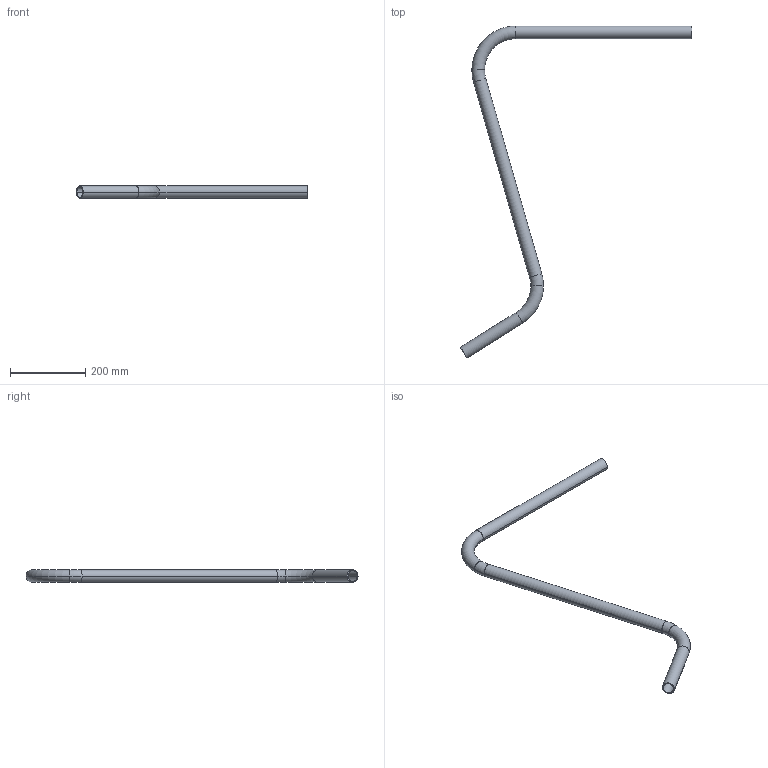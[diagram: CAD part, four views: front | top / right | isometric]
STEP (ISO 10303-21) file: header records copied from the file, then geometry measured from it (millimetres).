
FILE_DESCRIPTION (( 'STEP AP203' ), '1' );
FILE_NAME ('50257-ST.step', '2015-09-17T15:07:30', ( '' ), ( '' ), 'SwSTEP 2.0', 'SolidWorks 2015', '' );
FILE_SCHEMA (( 'CONFIG_CONTROL_DESIGN' ));
Length unit declared in the file: millimetre
Products named in the file (1): 50257-ST
Bounding box: 614.76 x 882.64 x 33.7 mm (x, y, z)
Volume: 380036 mm3; surface area: 292879.9 mm2
Topology: 1 solids, 1 shells, 236 faces, 618 edges, 404 vertices
Faces by surface type: plane 114, bspline 94, torus 16, cylinder 12
Entity records: 12171 total; most frequent: CARTESIAN_POINT 6889, ORIENTED_EDGE 1236, DIRECTION 764, EDGE_CURVE 618, VERTEX_POINT 404, VECTOR 382, LINE 382, EDGE_LOOP 258
